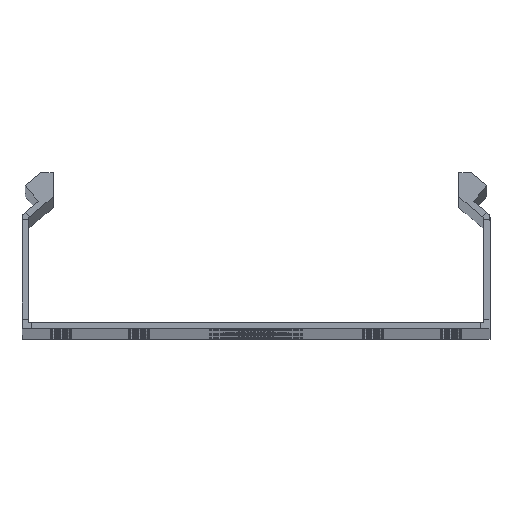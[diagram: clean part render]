
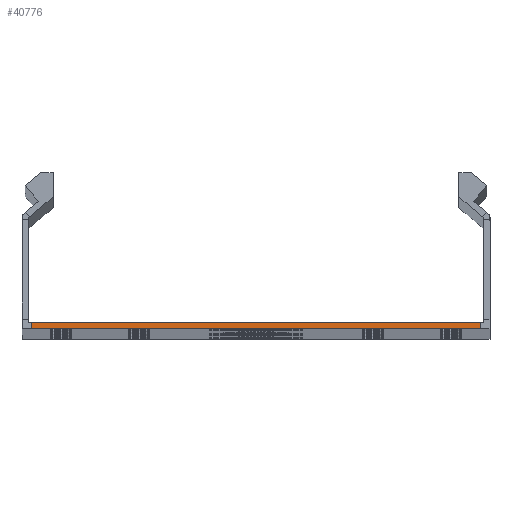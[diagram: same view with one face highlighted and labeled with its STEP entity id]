
A CAD part, top view. The second image highlights one B-rep face of the part: STEP entity #40776.
In plain terms, the highlighted planar face has unit normal (0, 0, 1).
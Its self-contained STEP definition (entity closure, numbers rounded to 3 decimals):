
#804 = CARTESIAN_POINT ( 'NONE',  ( 72., 2., 1000. ) ) ;
#834 = LINE ( 'NONE', #41739, #3097 ) ;
#975 = CARTESIAN_POINT ( 'NONE',  ( 73., 3., 1000. ) ) ;
#3006 = EDGE_LOOP ( 'NONE', ( #21103, #34537, #38431, #4751 ) ) ;
#3097 = VECTOR ( 'NONE', #13011, 1000. ) ;
#4072 = AXIS2_PLACEMENT_3D ( 'NONE', #975, #19871, #40022 ) ;
#4751 = ORIENTED_EDGE ( 'NONE', *, *, #25884, .T. ) ;
#5838 = LINE ( 'NONE', #29745, #14758 ) ;
#6724 = CARTESIAN_POINT ( 'NONE',  ( 72., 0., 1000. ) ) ;
#7382 = EDGE_CURVE ( 'NONE', #18914, #23713, #31358, .T. ) ;
#7593 = VERTEX_POINT ( 'NONE', #23360 ) ;
#8039 = LINE ( 'NONE', #28339, #22557 ) ;
#8691 = DIRECTION ( 'NONE',  ( 0., 1., 0. ) ) ;
#13011 = DIRECTION ( 'NONE',  ( 0., -1., 0. ) ) ;
#14758 = VECTOR ( 'NONE', #15750, 1000. ) ;
#15750 = DIRECTION ( 'NONE',  ( -1., 0., 0. ) ) ;
#18914 = VERTEX_POINT ( 'NONE', #6724 ) ;
#19871 = DIRECTION ( 'NONE',  ( 0., 0., 1. ) ) ;
#20188 = EDGE_CURVE ( 'NONE', #18914, #7593, #8039, .T. ) ;
#21103 = ORIENTED_EDGE ( 'NONE', *, *, #20188, .F. ) ;
#22557 = VECTOR ( 'NONE', #29247, 1000. ) ;
#23360 = CARTESIAN_POINT ( 'NONE',  ( -72., 0., 1000. ) ) ;
#23713 = VERTEX_POINT ( 'NONE', #804 ) ;
#25843 = VECTOR ( 'NONE', #8691, 1000. ) ;
#25884 = EDGE_CURVE ( 'NONE', #43876, #7593, #834, .T. ) ;
#26208 = EDGE_CURVE ( 'NONE', #23713, #43876, #5838, .T. ) ;
#26427 = CARTESIAN_POINT ( 'NONE',  ( 72., 0., 1000. ) ) ;
#28339 = CARTESIAN_POINT ( 'NONE',  ( -75., 0., 1000. ) ) ;
#29247 = DIRECTION ( 'NONE',  ( -1., 0., 0. ) ) ;
#29745 = CARTESIAN_POINT ( 'NONE',  ( -75., 2., 1000. ) ) ;
#31358 = LINE ( 'NONE', #26427, #25843 ) ;
#33914 = FACE_OUTER_BOUND ( 'NONE', #3006, .T. ) ;
#34537 = ORIENTED_EDGE ( 'NONE', *, *, #7382, .T. ) ;
#36367 = CARTESIAN_POINT ( 'NONE',  ( -72., 2., 1000. ) ) ;
#38431 = ORIENTED_EDGE ( 'NONE', *, *, #26208, .T. ) ;
#40022 = DIRECTION ( 'NONE',  ( 1., 0., 0. ) ) ;
#40776 = ADVANCED_FACE ( 'NONE', ( #33914 ), #43763, .T. ) ;
#41739 = CARTESIAN_POINT ( 'NONE',  ( -72., 2., 1000. ) ) ;
#43763 = PLANE ( 'NONE',  #4072 ) ;
#43876 = VERTEX_POINT ( 'NONE', #36367 ) ;
